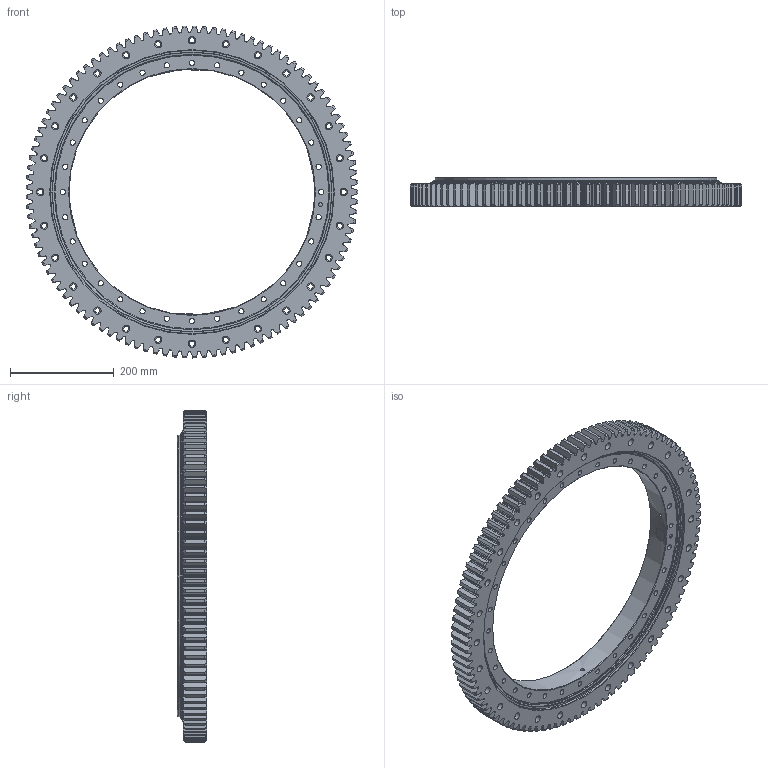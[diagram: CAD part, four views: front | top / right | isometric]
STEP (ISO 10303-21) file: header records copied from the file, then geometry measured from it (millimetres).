
FILE_DESCRIPTION(/* description */ ('9E-1B20-0545-1247'),/* implementation_level */ '2;1');
FILE_NAME(/* name */ '9E-1B20-0545-1247_STP.stp',/* time_stamp */ '2018-06-14T07:46:20+02:00',/* author */ ('Čelko'),/* organization */ ('Thyssen Krupp - PSL, a.s. Povžská Bystrica'),/* preprocessor_version */ 'ST-DEVELOPER v16.5',/* originating_system */ 'Autodesk Inventor 2017',/* authorisation */ '');
FILE_SCHEMA (('AUTOMOTIVE_DESIGN { 1 0 10303 214 3 1 1 }'));
Length unit declared in the file: millimetre
Products named in the file (1): 9-1247-PV
Bounding box: 640.23 x 56 x 640.29 mm (x, y, z)
Volume: 5378309.5 mm3; surface area: 1069268.4 mm2
Topology: 82 solids, 82 shells, 1216 faces, 3424 edges, 2225 vertices
Faces by surface type: cylinder 573, cone 293, plane 226, sphere 80, torus 44
Full cylindrical faces by diameter (mm): 4 x4, 6.917 x4, 10.106 x60, 14 x60, 24 x2, 474 x1, 526.5 x1, 527.3 x1, 539.4 x1, 542.5 x4, 547 x4, 550.1 x1, 562.2 x1, 563 x1, 567.4 x1
Entity records: 39178 total; most frequent: DIRECTION 7288, CARTESIAN_POINT 6968, ORIENTED_EDGE 5984, AXIS2_PLACEMENT_3D 3119, EDGE_CURVE 2992, VERTEX_POINT 2210, CIRCLE 1902, EDGE_LOOP 1622
